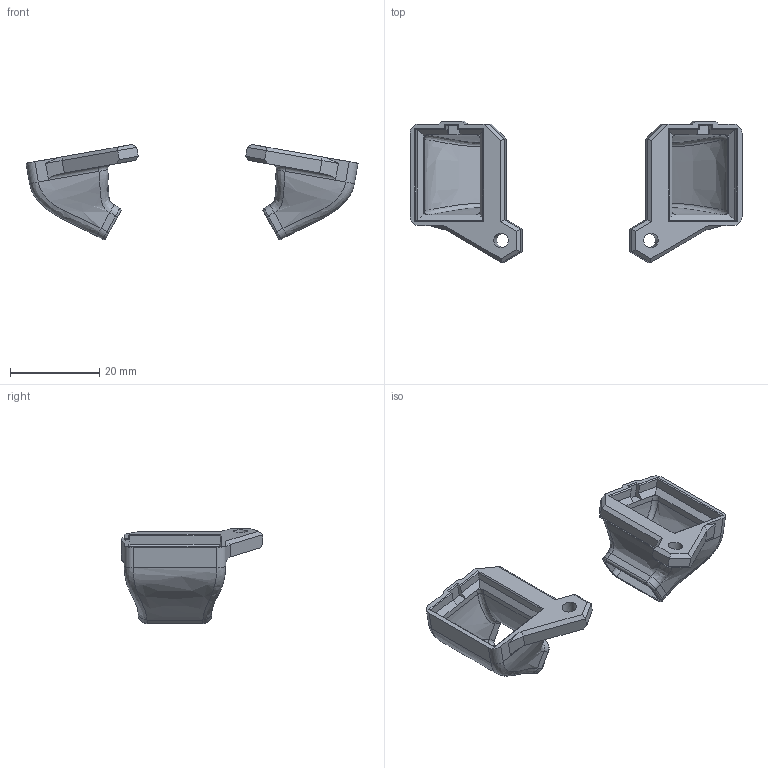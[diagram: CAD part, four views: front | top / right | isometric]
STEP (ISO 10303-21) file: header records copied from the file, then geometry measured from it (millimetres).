
FILE_DESCRIPTION(/* description */ ('','CAx-IF Rec.Pracs.---Representation and Presentation of Product Manufacturing Information (PMI)---4.0---2014-10-13'),/* implementation_level */ '2;1');
FILE_NAME(/* name */ 'Ducts_HF_Stinger.step',/* time_stamp */ '2024-12-13T12:32:38+02:00',/* author */ (''),/* organization */ (''),/* preprocessor_version */ 'ST-DEVELOPER v20',/* originating_system */ 'Autodesk Translation Framework v13.20.0.188',/* authorisation */ '');
FILE_SCHEMA (('AP242_MANAGED_MODEL_BASED_3D_ENGINEERING_MIM_LF { 1 0 10303 442 1 1 4 }'));
Length unit declared in the file: millimetre
Products named in the file (3): Ducts_HF_Stinger_V3; Duct Right v3 (1) (1) (2) (1) (1) (1) (1); Duct Left v3
Assembly tree (2 placements, depth 2):
  Ducts_HF_Stinger_V3
    Duct Right v3 (1) (1) (2) (1) (1) (1) (1)
    Duct Left v3
Bounding box: 74.52 x 31.77 x 21.35 mm (x, y, z)
Volume: 5080.9 mm3; surface area: 5835.8 mm2
Topology: 2 solids, 2 shells, 220 faces, 500 edges, 284 vertices
Faces by surface type: plane 134, cylinder 42, bspline 32, torus 12
Full cylindrical faces by diameter (mm): 3.3 x2
Entity records: 6701 total; most frequent: CARTESIAN_POINT 1827, ORIENTED_EDGE 1000, DIRECTION 948, EDGE_CURVE 500, LINE 362, VECTOR 362, AXIS2_PLACEMENT_3D 293, VERTEX_POINT 284
